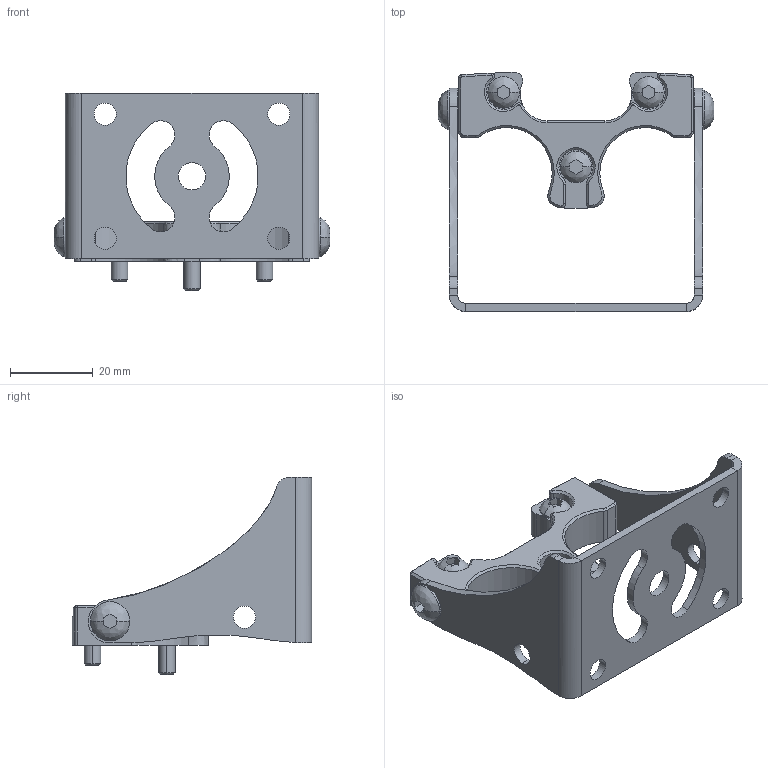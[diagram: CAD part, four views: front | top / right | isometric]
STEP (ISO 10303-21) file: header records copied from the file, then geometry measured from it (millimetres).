
FILE_DESCRIPTION((''),'2;1');
FILE_NAME('144440_ASM','2018-02-14T',('pdmadmin'),('BANNER ENGINEERING'),'CREO PARAMETRIC BY PTC INC, 2016260','CREO PARAMETRIC BY PTC INC, 2016260','');
FILE_SCHEMA(('CONFIG_CONTROL_DESIGN'));
Products named in the file (5): 141154; 148246; 109213; 142517; 144440_ASM
Assembly tree (7 placements, depth 2):
  144440_ASM
    141154
    148246
    109213  x2
    142517  x3
Bounding box: 66.7 x 57.87 x 47.63 mm (x, y, z)
Volume: 14694.3 mm3; surface area: 14306 mm2
Topology: 7 solids, 9 shells, 235 faces, 572 edges, 360 vertices
Faces by surface type: cylinder 97, plane 83, cone 31, bspline 24
Entity records: 6353 total; most frequent: CARTESIAN_POINT 1724, DIRECTION 991, ORIENTED_EDGE 908, EDGE_CURVE 458, AXIS2_PLACEMENT_3D 391, VERTEX_POINT 288, EDGE_LOOP 218, CIRCLE 211
